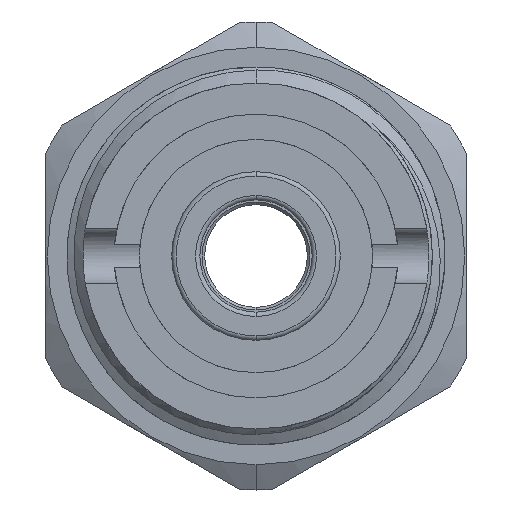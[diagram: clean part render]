
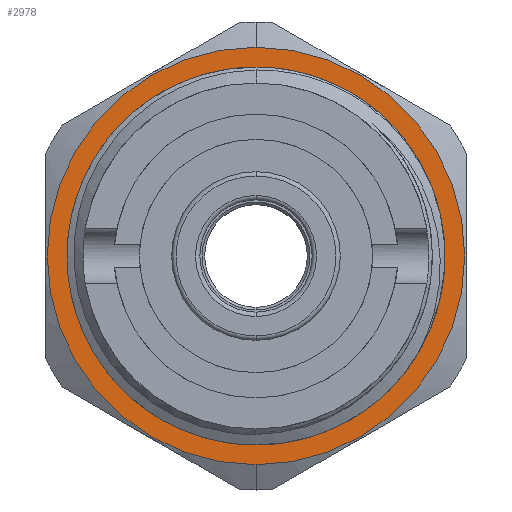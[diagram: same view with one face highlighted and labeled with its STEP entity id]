
A CAD part, front view. The second image highlights one B-rep face of the part: STEP entity #2978.
In plain terms, the highlighted planar face has unit normal (0, -1, 0).
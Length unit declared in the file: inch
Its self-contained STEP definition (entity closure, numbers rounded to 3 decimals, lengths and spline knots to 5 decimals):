
#74 = CARTESIAN_POINT ( 'NONE',  ( 0., 0.945, 0. ) ) ;
#331 = DIRECTION ( 'NONE',  ( 0., 0., -1. ) ) ;
#335 = EDGE_LOOP ( 'NONE', ( #8684, #4995 ) ) ;
#384 = DIRECTION ( 'NONE',  ( 0., -1., 0. ) ) ;
#717 = CIRCLE ( 'NONE', #1052, 0.62 ) ;
#1052 = AXIS2_PLACEMENT_3D ( 'NONE', #74, #4144, #6879 ) ;
#1304 = VERTEX_POINT ( 'NONE', #2901 ) ;
#1474 = FACE_OUTER_BOUND ( 'NONE', #335, .T. ) ;
#1576 = DIRECTION ( 'NONE',  ( 0., 0., -1. ) ) ;
#2270 = DIRECTION ( 'NONE',  ( 0., -1., 0. ) ) ;
#2517 = ORIENTED_EDGE ( 'NONE', *, *, #8687, .F. ) ;
#2583 = VERTEX_POINT ( 'NONE', #3290 ) ;
#2853 = DIRECTION ( 'NONE',  ( 0., -1., 0. ) ) ;
#2901 = CARTESIAN_POINT ( 'NONE',  ( 0., 0.945, 0.505 ) ) ;
#2923 = CARTESIAN_POINT ( 'NONE',  ( 0., 0.945, 0. ) ) ;
#2978 = ADVANCED_FACE ( 'NONE', ( #1474, #7555 ), #6502, .T. ) ;
#3144 = VERTEX_POINT ( 'NONE', #4017 ) ;
#3290 = CARTESIAN_POINT ( 'NONE',  ( 0., 0.945, -0.62 ) ) ;
#4017 = CARTESIAN_POINT ( 'NONE',  ( 0., 0.945, 0.62 ) ) ;
#4144 = DIRECTION ( 'NONE',  ( 0., -1., 0. ) ) ;
#4495 = DIRECTION ( 'NONE',  ( 0., 0., -1. ) ) ;
#4529 = AXIS2_PLACEMENT_3D ( 'NONE', #7171, #2853, #331 ) ;
#4615 = AXIS2_PLACEMENT_3D ( 'NONE', #2923, #6420, #1576 ) ;
#4836 = EDGE_CURVE ( 'NONE', #3144, #2583, #6507, .T. ) ;
#4995 = ORIENTED_EDGE ( 'NONE', *, *, #6771, .T. ) ;
#5674 = DIRECTION ( 'NONE',  ( 0., 0., -1. ) ) ;
#6101 = VERTEX_POINT ( 'NONE', #8677 ) ;
#6420 = DIRECTION ( 'NONE',  ( 0., -1., 0. ) ) ;
#6431 = CARTESIAN_POINT ( 'NONE',  ( 0., 0.945, 0. ) ) ;
#6502 = PLANE ( 'NONE',  #6567 ) ;
#6507 = CIRCLE ( 'NONE', #4615, 0.62 ) ;
#6514 = CIRCLE ( 'NONE', #4529, 0.505 ) ;
#6567 = AXIS2_PLACEMENT_3D ( 'NONE', #6591, #384, #4495 ) ;
#6591 = CARTESIAN_POINT ( 'NONE',  ( 0., 0.945, 0.62 ) ) ;
#6771 = EDGE_CURVE ( 'NONE', #2583, #3144, #717, .T. ) ;
#6879 = DIRECTION ( 'NONE',  ( 0., 0., -1. ) ) ;
#7171 = CARTESIAN_POINT ( 'NONE',  ( 0., 0.945, 0. ) ) ;
#7358 = CIRCLE ( 'NONE', #7386, 0.505 ) ;
#7386 = AXIS2_PLACEMENT_3D ( 'NONE', #6431, #2270, #5674 ) ;
#7555 = FACE_BOUND ( 'NONE', #8217, .T. ) ;
#7595 = ORIENTED_EDGE ( 'NONE', *, *, #8178, .F. ) ;
#8178 = EDGE_CURVE ( 'NONE', #6101, #1304, #7358, .T. ) ;
#8217 = EDGE_LOOP ( 'NONE', ( #7595, #2517 ) ) ;
#8677 = CARTESIAN_POINT ( 'NONE',  ( 0., 0.945, -0.505 ) ) ;
#8684 = ORIENTED_EDGE ( 'NONE', *, *, #4836, .T. ) ;
#8687 = EDGE_CURVE ( 'NONE', #1304, #6101, #6514, .T. ) ;
